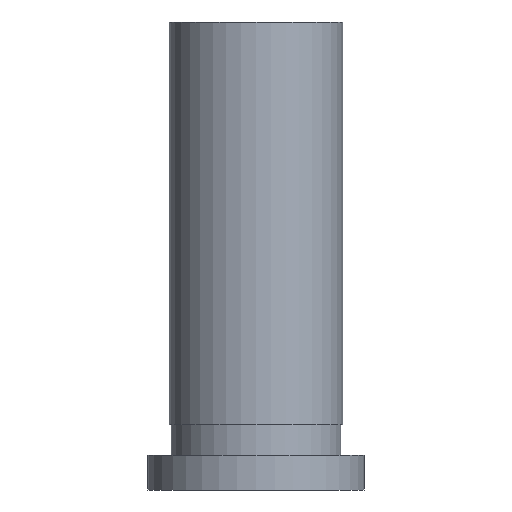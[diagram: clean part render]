
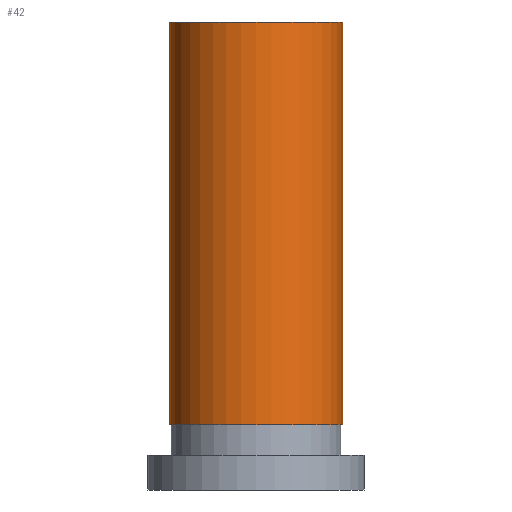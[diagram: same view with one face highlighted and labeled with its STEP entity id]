
A CAD part, front view. The second image highlights one B-rep face of the part: STEP entity #42.
In plain terms, the highlighted cylindrical face has radius 10 mm (diameter 20 mm), a full revolution.
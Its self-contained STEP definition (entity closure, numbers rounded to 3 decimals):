
#34=CYLINDRICAL_SURFACE('',#177,10.);
#42=ADVANCED_FACE('',(#62,#63),#34,.T.);
#62=FACE_BOUND('',#82,.T.);
#63=FACE_BOUND('',#83,.T.);
#82=EDGE_LOOP('',(#102));
#83=EDGE_LOOP('',(#103));
#102=ORIENTED_EDGE('',*,*,#129,.F.);
#103=ORIENTED_EDGE('',*,*,#128,.T.);
#118=VERTEX_POINT('',#253);
#119=VERTEX_POINT('',#256);
#128=EDGE_CURVE('',#118,#118,#138,.T.);
#129=EDGE_CURVE('',#119,#119,#139,.T.);
#138=CIRCLE('',#174,10.);
#139=CIRCLE('',#176,10.);
#174=AXIS2_PLACEMENT_3D('',#252,#212,#213);
#176=AXIS2_PLACEMENT_3D('',#255,#216,#217);
#177=AXIS2_PLACEMENT_3D('',#257,#218,#219);
#212=DIRECTION('',(0.,0.,1.));
#213=DIRECTION('',(1.,0.,0.));
#216=DIRECTION('',(0.,0.,1.));
#217=DIRECTION('',(1.,0.,0.));
#218=DIRECTION('',(0.,0.,1.));
#219=DIRECTION('',(1.,0.,0.));
#252=CARTESIAN_POINT('',(0.,0.,3.5));
#253=CARTESIAN_POINT('',(10.,0.,3.5));
#255=CARTESIAN_POINT('',(0.,0.,50.));
#256=CARTESIAN_POINT('',(10.,0.,50.));
#257=CARTESIAN_POINT('',(0.,0.,-4.158));
